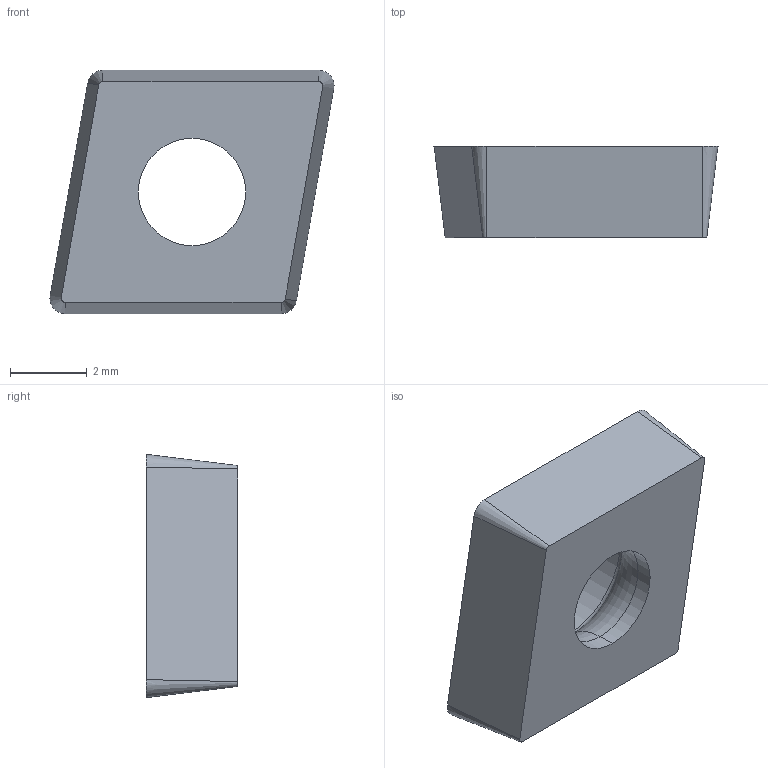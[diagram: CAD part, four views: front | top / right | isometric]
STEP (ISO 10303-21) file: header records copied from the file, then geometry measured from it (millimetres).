
FILE_DESCRIPTION (( 'STEP AP203' ), '1' );
FILE_NAME ('CCMT060204.STEP', '2017-03-20T10:43:56', ( 'SwiAdmin' ), ( '' ), 'SwSTEP 2.0', 'SolidWorks 2015', '' );
FILE_SCHEMA (( 'CONFIG_CONTROL_DESIGN' ));
Length unit declared in the file: millimetre
Products named in the file (1): CCMT060204
Bounding box: 7.41 x 2.38 x 6.35 mm (x, y, z)
Volume: 65.7 mm3; surface area: 142.4 mm2
Topology: 1 solids, 1 shells, 46 faces, 110 edges, 64 vertices
Faces by surface type: plane 14, cone 12, bspline 12, cylinder 4, torus 4
Entity records: 1583 total; most frequent: CARTESIAN_POINT 555, ORIENTED_EDGE 216, DIRECTION 172, EDGE_CURVE 108, AXIS2_PLACEMENT_3D 65, VERTEX_POINT 64, EDGE_LOOP 48, FACE_OUTER_BOUND 46
